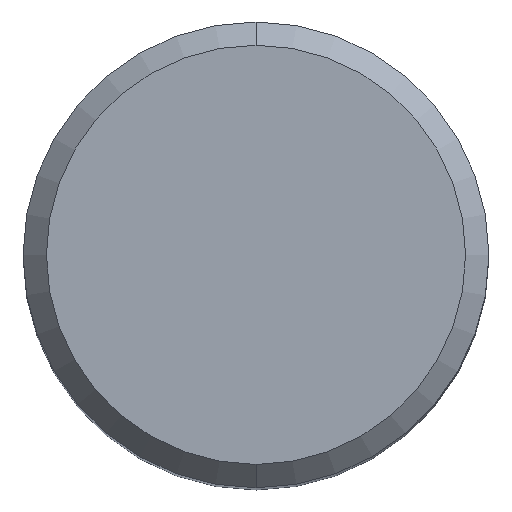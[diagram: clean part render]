
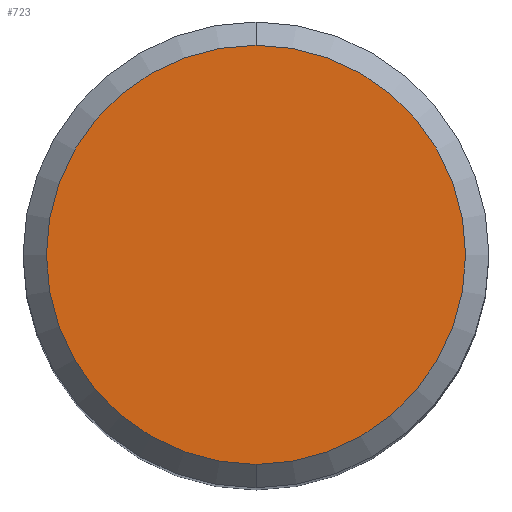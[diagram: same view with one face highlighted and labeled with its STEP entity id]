
A CAD part, top view. The second image highlights one B-rep face of the part: STEP entity #723.
In plain terms, the highlighted planar face has unit normal (0, 0, 1).
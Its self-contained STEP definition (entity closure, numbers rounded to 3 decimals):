
#357=VERTEX_POINT('',#971);
#403=EDGE_CURVE('',#515,#357,#1021,.T.);
#411=EDGE_CURVE('',#357,#515,#1029,.T.);
#515=VERTEX_POINT('',#1144);
#723=ADVANCED_FACE('',(#1374),#1375,.T.);
#971=CARTESIAN_POINT('',(0.,-7.2,0.));
#1021=CIRCLE('',#1819,7.2);
#1029=CIRCLE('',#1829,7.2);
#1144=CARTESIAN_POINT('',(0.0,7.2,0.));
#1374=FACE_OUTER_BOUND('',#6098,.T.);
#1375=PLANE('',#6099);
#1819=AXIS2_PLACEMENT_3D('',#7884,#7885,#7886);
#1829=AXIS2_PLACEMENT_3D('',#7890,#7891,#7892);
#6098=EDGE_LOOP('',(#8273,#8274));
#6099=AXIS2_PLACEMENT_3D('',#8275,#8276,#8277);
#7884=CARTESIAN_POINT('',(0.0,0.0,0.));
#7885=DIRECTION('',(0.0,0.0,-1.0));
#7886=DIRECTION('',(0.0,1.0,0.0));
#7890=CARTESIAN_POINT('',(0.0,0.0,0.));
#7891=DIRECTION('',(0.0,0.0,-1.0));
#7892=DIRECTION('',(0.0,1.0,0.0));
#8273=ORIENTED_EDGE('',*,*,#403,.F.);
#8274=ORIENTED_EDGE('',*,*,#411,.F.);
#8275=CARTESIAN_POINT('',(0.0,3.6,0.));
#8276=DIRECTION('',(-0.0,0.0,1.0));
#8277=DIRECTION('',(0.0,-1.0,0.0));
